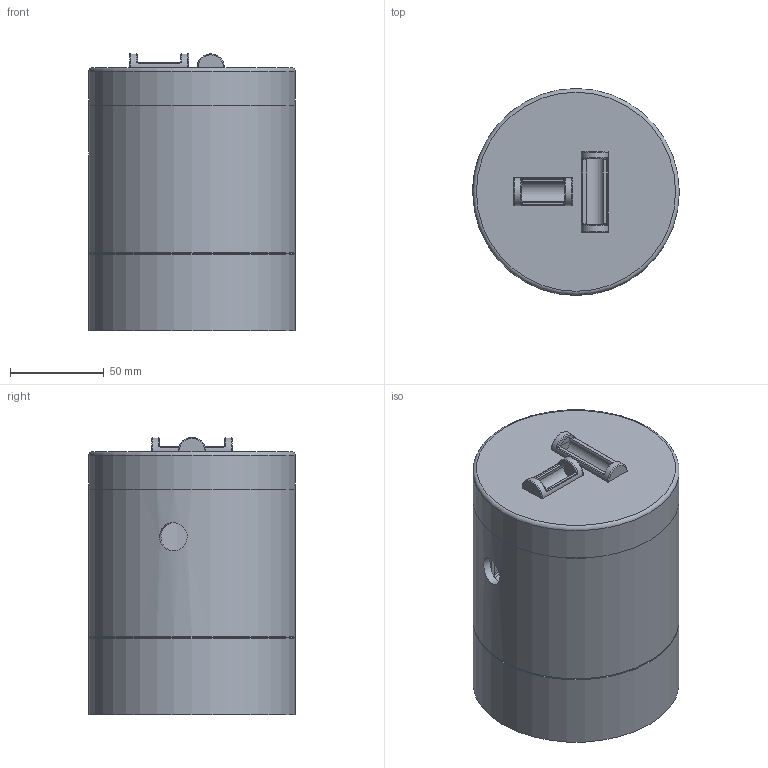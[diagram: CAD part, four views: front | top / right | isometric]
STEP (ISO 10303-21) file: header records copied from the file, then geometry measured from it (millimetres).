
FILE_DESCRIPTION(/* description */ (''),/* implementation_level */ '2;1');
FILE_NAME(/* name */ 'winch.step',/* time_stamp */ '2019-01-11T16:02:43-05:00',/* author */ (''),/* organization */ (''),/* preprocessor_version */ 'ST-DEVELOPER v17.2',/* originating_system */ 'Autodesk Translation Framework v7.6.0.251',/* authorisation */ '');
FILE_SCHEMA (('AUTOMOTIVE_DESIGN { 1 0 10303 214 3 1 1 }'));
Length unit declared in the file: millimetre
Products named in the file (1): winch
Bounding box: 110 x 110 x 147.5 mm (x, y, z)
Volume: 331818.6 mm3; surface area: 214282.1 mm2
Topology: 7 solids, 7 shells, 269 faces, 683 edges, 448 vertices
Faces by surface type: plane 113, cylinder 90, bspline 45, torus 19, cone 2
Full cylindrical faces by diameter (mm): 4 x8, 7 x4, 15 x1, 24 x1, 28 x1, 35 x1, 39 x1, 93.329 x1, 94.329 x1, 97.4 x1, 98.329 x1, 98.929 x1, 100 x1, 101.4 x2, 102 x1, 106 x1, 107 x3, 110 x3
Entity records: 30582 total; most frequent: CARTESIAN_POINT 24124, ORIENTED_EDGE 1362, DIRECTION 1281, EDGE_CURVE 681, AXIS2_PLACEMENT_3D 482, VERTEX_POINT 448, EDGE_LOOP 327, LINE 317
